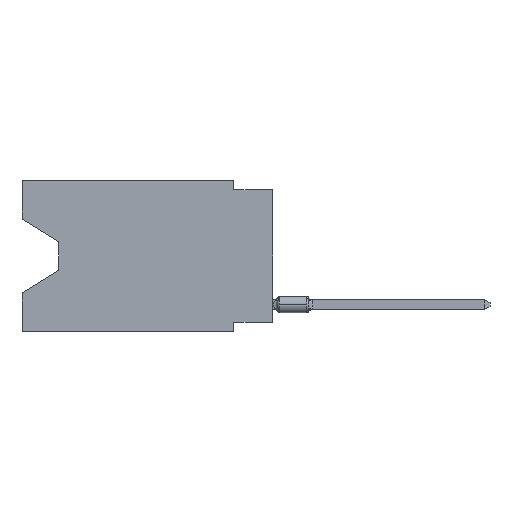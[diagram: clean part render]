
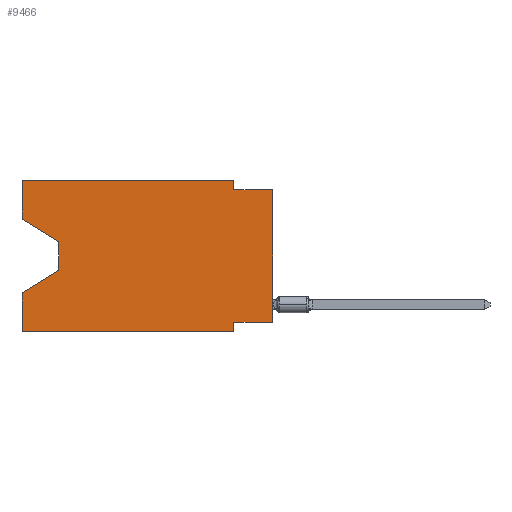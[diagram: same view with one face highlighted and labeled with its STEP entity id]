
A CAD part, left-side view. The second image highlights one B-rep face of the part: STEP entity #9466.
In plain terms, the highlighted planar face has unit normal (-1, 0, 0).
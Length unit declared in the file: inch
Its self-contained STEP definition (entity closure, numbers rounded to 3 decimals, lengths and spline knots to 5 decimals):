
#479 = DIRECTION ( 'NONE',  ( 0., 0., -1. ) ) ;
#480 = EDGE_LOOP ( 'NONE', ( #11774, #1718, #17306, #14837, #17754, #17983, #10661, #2644, #10910, #11211, #1602, #7542 ) ) ;
#646 = DIRECTION ( 'NONE',  ( 0., 0., -1. ) ) ;
#652 = EDGE_CURVE ( 'NONE', #18683, #11821, #8397, .T. ) ;
#1406 = CARTESIAN_POINT ( 'NONE',  ( 0., 0., -0.365 ) ) ;
#1602 = ORIENTED_EDGE ( 'NONE', *, *, #13805, .F. ) ;
#1718 = ORIENTED_EDGE ( 'NONE', *, *, #7785, .T. ) ;
#2226 = EDGE_CURVE ( 'NONE', #2486, #18683, #17530, .T. ) ;
#2320 = CARTESIAN_POINT ( 'NONE',  ( 0., 0.55, -0.232 ) ) ;
#2322 = LINE ( 'NONE', #12958, #16384 ) ;
#2486 = VERTEX_POINT ( 'NONE', #17023 ) ;
#2644 = ORIENTED_EDGE ( 'NONE', *, *, #17131, .T. ) ;
#2757 = CARTESIAN_POINT ( 'NONE',  ( 0., 0.1, -0.025 ) ) ;
#3288 = VECTOR ( 'NONE', #18042, 39.37008 ) ;
#3345 = CARTESIAN_POINT ( 'NONE',  ( 0., 0.645, 0. ) ) ;
#3833 = LINE ( 'NONE', #9896, #7814 ) ;
#3895 = LINE ( 'NONE', #4187, #9823 ) ;
#3920 = CARTESIAN_POINT ( 'NONE',  ( 0., 0.1, 0. ) ) ;
#3982 = CARTESIAN_POINT ( 'NONE',  ( 0., 0.55, -0.232 ) ) ;
#4187 = CARTESIAN_POINT ( 'NONE',  ( 0., 0.645, 0. ) ) ;
#4293 = LINE ( 'NONE', #5763, #5570 ) ;
#4326 = CARTESIAN_POINT ( 'NONE',  ( 0., 0.645, 0. ) ) ;
#5062 = LINE ( 'NONE', #3982, #14820 ) ;
#5313 = EDGE_CURVE ( 'NONE', #9610, #12590, #3895, .T. ) ;
#5502 = AXIS2_PLACEMENT_3D ( 'NONE', #9718, #14307, #479 ) ;
#5570 = VECTOR ( 'NONE', #18004, 39.37008 ) ;
#5763 = CARTESIAN_POINT ( 'NONE',  ( 0., 0.645, -0.39 ) ) ;
#6683 = VERTEX_POINT ( 'NONE', #16900 ) ;
#6697 = DIRECTION ( 'NONE',  ( 0., -1., 0. ) ) ;
#6700 = EDGE_CURVE ( 'NONE', #6948, #6683, #13655, .T. ) ;
#6945 = CARTESIAN_POINT ( 'NONE',  ( 0., 0., -0.365 ) ) ;
#6948 = VERTEX_POINT ( 'NONE', #6945 ) ;
#7117 = DIRECTION ( 'NONE',  ( 0., -1., 0. ) ) ;
#7303 = LINE ( 'NONE', #9090, #3288 ) ;
#7542 = ORIENTED_EDGE ( 'NONE', *, *, #8058, .F. ) ;
#7785 = EDGE_CURVE ( 'NONE', #15370, #13049, #16078, .T. ) ;
#7814 = VECTOR ( 'NONE', #6697, 39.37008 ) ;
#8058 = EDGE_CURVE ( 'NONE', #13958, #8445, #13796, .T. ) ;
#8397 = LINE ( 'NONE', #17848, #16322 ) ;
#8438 = CARTESIAN_POINT ( 'NONE',  ( 0., 0., -0.025 ) ) ;
#8445 = VERTEX_POINT ( 'NONE', #4326 ) ;
#8457 = DIRECTION ( 'NONE',  ( 0., 0., 1. ) ) ;
#8628 = VECTOR ( 'NONE', #9095, 39.37008 ) ;
#9090 = CARTESIAN_POINT ( 'NONE',  ( 0., 0., 0. ) ) ;
#9095 = DIRECTION ( 'NONE',  ( 0., 0., 1. ) ) ;
#9466 = ADVANCED_FACE ( 'NONE', ( #18458 ), #15687, .F. ) ;
#9610 = VERTEX_POINT ( 'NONE', #17462 ) ;
#9718 = CARTESIAN_POINT ( 'NONE',  ( 0., 0.645, 0. ) ) ;
#9823 = VECTOR ( 'NONE', #8457, 39.37008 ) ;
#9896 = CARTESIAN_POINT ( 'NONE',  ( 0., 0.645, 0. ) ) ;
#9994 = DIRECTION ( 'NONE',  ( 0., 0., -1. ) ) ;
#10064 = DIRECTION ( 'NONE',  ( 0., 0., -1. ) ) ;
#10335 = VECTOR ( 'NONE', #11965, 39.37008 ) ;
#10356 = DIRECTION ( 'NONE',  ( 0., -0.855, -0.519 ) ) ;
#10661 = ORIENTED_EDGE ( 'NONE', *, *, #6700, .F. ) ;
#10910 = ORIENTED_EDGE ( 'NONE', *, *, #652, .F. ) ;
#11140 = DIRECTION ( 'NONE',  ( 0., 0.855, -0.519 ) ) ;
#11211 = ORIENTED_EDGE ( 'NONE', *, *, #2226, .F. ) ;
#11483 = EDGE_CURVE ( 'NONE', #13958, #15370, #2322, .T. ) ;
#11774 = ORIENTED_EDGE ( 'NONE', *, *, #11483, .T. ) ;
#11794 = EDGE_CURVE ( 'NONE', #13049, #12590, #5062, .T. ) ;
#11821 = VERTEX_POINT ( 'NONE', #8438 ) ;
#11965 = DIRECTION ( 'NONE',  ( 0., 1., 0. ) ) ;
#12590 = VERTEX_POINT ( 'NONE', #13080 ) ;
#12786 = CARTESIAN_POINT ( 'NONE',  ( 0., 0.1, -0.39 ) ) ;
#12865 = CARTESIAN_POINT ( 'NONE',  ( 0., 0.55, -0.158 ) ) ;
#12958 = CARTESIAN_POINT ( 'NONE',  ( 0., 0.645, -0.10025 ) ) ;
#13049 = VERTEX_POINT ( 'NONE', #2320 ) ;
#13080 = CARTESIAN_POINT ( 'NONE',  ( 0., 0.645, -0.28975 ) ) ;
#13086 = CARTESIAN_POINT ( 'NONE',  ( 0., 0.645, -0.10025 ) ) ;
#13088 = VECTOR ( 'NONE', #10064, 39.37008 ) ;
#13250 = CARTESIAN_POINT ( 'NONE',  ( 0., 0.1, -0.39 ) ) ;
#13655 = LINE ( 'NONE', #1406, #10335 ) ;
#13796 = LINE ( 'NONE', #3345, #8628 ) ;
#13805 = EDGE_CURVE ( 'NONE', #8445, #2486, #3833, .T. ) ;
#13958 = VERTEX_POINT ( 'NONE', #13086 ) ;
#14307 = DIRECTION ( 'NONE',  ( 1., 0., 0. ) ) ;
#14492 = CARTESIAN_POINT ( 'NONE',  ( 0., 0.55, -0.158 ) ) ;
#14656 = EDGE_CURVE ( 'NONE', #6683, #15882, #16216, .T. ) ;
#14820 = VECTOR ( 'NONE', #11140, 39.37008 ) ;
#14837 = ORIENTED_EDGE ( 'NONE', *, *, #5313, .F. ) ;
#15370 = VERTEX_POINT ( 'NONE', #12865 ) ;
#15687 = PLANE ( 'NONE',  #5502 ) ;
#15882 = VERTEX_POINT ( 'NONE', #12786 ) ;
#16078 = LINE ( 'NONE', #14492, #19461 ) ;
#16216 = LINE ( 'NONE', #13250, #13088 ) ;
#16322 = VECTOR ( 'NONE', #7117, 39.37008 ) ;
#16384 = VECTOR ( 'NONE', #10356, 39.37008 ) ;
#16900 = CARTESIAN_POINT ( 'NONE',  ( 0., 0.1, -0.365 ) ) ;
#17023 = CARTESIAN_POINT ( 'NONE',  ( 0., 0.1, 0. ) ) ;
#17131 = EDGE_CURVE ( 'NONE', #6948, #11821, #7303, .T. ) ;
#17232 = VECTOR ( 'NONE', #9994, 39.37008 ) ;
#17306 = ORIENTED_EDGE ( 'NONE', *, *, #11794, .T. ) ;
#17462 = CARTESIAN_POINT ( 'NONE',  ( 0., 0.645, -0.39 ) ) ;
#17530 = LINE ( 'NONE', #3920, #17232 ) ;
#17754 = ORIENTED_EDGE ( 'NONE', *, *, #19131, .T. ) ;
#17848 = CARTESIAN_POINT ( 'NONE',  ( 0., 0., -0.025 ) ) ;
#17983 = ORIENTED_EDGE ( 'NONE', *, *, #14656, .F. ) ;
#18004 = DIRECTION ( 'NONE',  ( 0., -1., 0. ) ) ;
#18042 = DIRECTION ( 'NONE',  ( 0., 0., 1. ) ) ;
#18458 = FACE_OUTER_BOUND ( 'NONE', #480, .T. ) ;
#18683 = VERTEX_POINT ( 'NONE', #2757 ) ;
#19131 = EDGE_CURVE ( 'NONE', #9610, #15882, #4293, .T. ) ;
#19461 = VECTOR ( 'NONE', #646, 39.37008 ) ;
